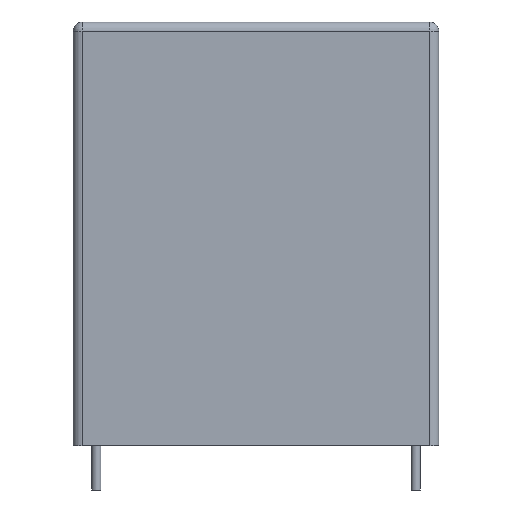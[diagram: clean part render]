
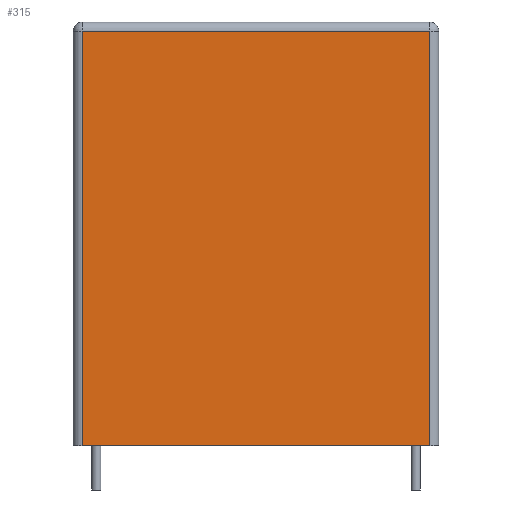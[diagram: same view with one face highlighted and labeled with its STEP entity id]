
A CAD part, front view. The second image highlights one B-rep face of the part: STEP entity #315.
In plain terms, the highlighted planar face has unit normal (0, -1, 0).
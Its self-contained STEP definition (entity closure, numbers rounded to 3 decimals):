
#24=LINE($,#524,#44);
#27=LINE($,#542,#47);
#29=LINE($,#548,#49);
#30=LINE($,#549,#50);
#44=VECTOR($,#420,29.9);
#47=VECTOR($,#447,35.7);
#49=VECTOR($,#453,35.7);
#50=VECTOR($,#454,29.9);
#68=PLANE($,#363);
#91=FACE_OUTER_BOUND($,#117,.T.);
#117=EDGE_LOOP($,(#250,#251,#252,#253));
#157=VERTEX_POINT($,#518);
#159=VERTEX_POINT($,#522);
#162=VERTEX_POINT($,#541);
#164=VERTEX_POINT($,#547);
#185=EDGE_CURVE($,#159,#157,#24,.T.);
#194=EDGE_CURVE($,#162,#157,#27,.T.);
#197=EDGE_CURVE($,#164,#159,#29,.T.);
#198=EDGE_CURVE($,#162,#164,#30,.T.);
#250=ORIENTED_EDGE($,*,*,#185,.F.);
#251=ORIENTED_EDGE($,*,*,#197,.F.);
#252=ORIENTED_EDGE($,*,*,#198,.F.);
#253=ORIENTED_EDGE($,*,*,#194,.T.);
#315=ADVANCED_FACE($,(#91),#68,.T.);
#363=AXIS2_PLACEMENT_3D($,#546,#451,#452);
#420=DIRECTION($,(1.,0.,0.));
#447=DIRECTION($,(0.,0.,1.));
#451=DIRECTION('center_axis',(0.,-1.,0.));
#452=DIRECTION('ref_axis',(0.,0.,-1.));
#453=DIRECTION($,(0.,0.,1.));
#454=DIRECTION($,(-1.,0.,0.));
#518=CARTESIAN_POINT('',(14.95,-11.,35.7));
#522=CARTESIAN_POINT('',(-14.95,-11.,35.7));
#524=CARTESIAN_POINT($,(18.475,-11.,35.7));
#541=CARTESIAN_POINT('',(14.95,-11.,0.));
#542=CARTESIAN_POINT($,(14.95,-11.,1.5));
#546=CARTESIAN_POINT('Origin',(25.95,-11.,1.5));
#547=CARTESIAN_POINT('',(-14.95,-11.,0.));
#548=CARTESIAN_POINT($,(-14.95,-11.,1.5));
#549=CARTESIAN_POINT($,(3.95,-11.,0.));
